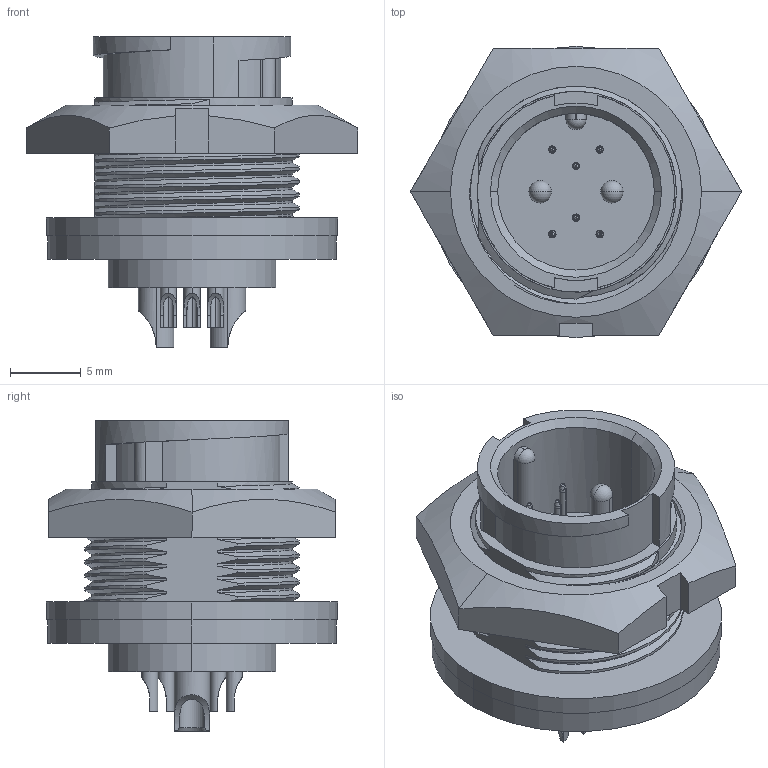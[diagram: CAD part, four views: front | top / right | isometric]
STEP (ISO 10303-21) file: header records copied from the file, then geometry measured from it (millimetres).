
FILE_DESCRIPTION (( 'STEP AP203' ), '1' );
FILE_NAME ('W7A82-8PG-300.STEP', '2017-06-28T14:34:20', ( '' ), ( '' ), 'SwSTEP 2.0', 'SolidWorks 2017', '' );
FILE_SCHEMA (( 'CONFIG_CONTROL_DESIGN' ));
Length unit declared in the file: inch
Products named in the file (2): W7A82-8PG-300
Bounding box: 23.46 x 20.62 x 21.97 mm (x, y, z)
Volume: 2925.3 mm3; surface area: 3172.8 mm2
Topology: 2 solids, 2 shells, 403 faces, 1047 edges, 666 vertices
Faces by surface type: cylinder 128, plane 125, bspline 87, torus 37, cone 22, sphere 4
Entity records: 22624 total; most frequent: CARTESIAN_POINT 13429, ORIENTED_EDGE 2086, DIRECTION 1590, EDGE_CURVE 1043, VERTEX_POINT 666, AXIS2_PLACEMENT_3D 560, LINE 470, VECTOR 470
